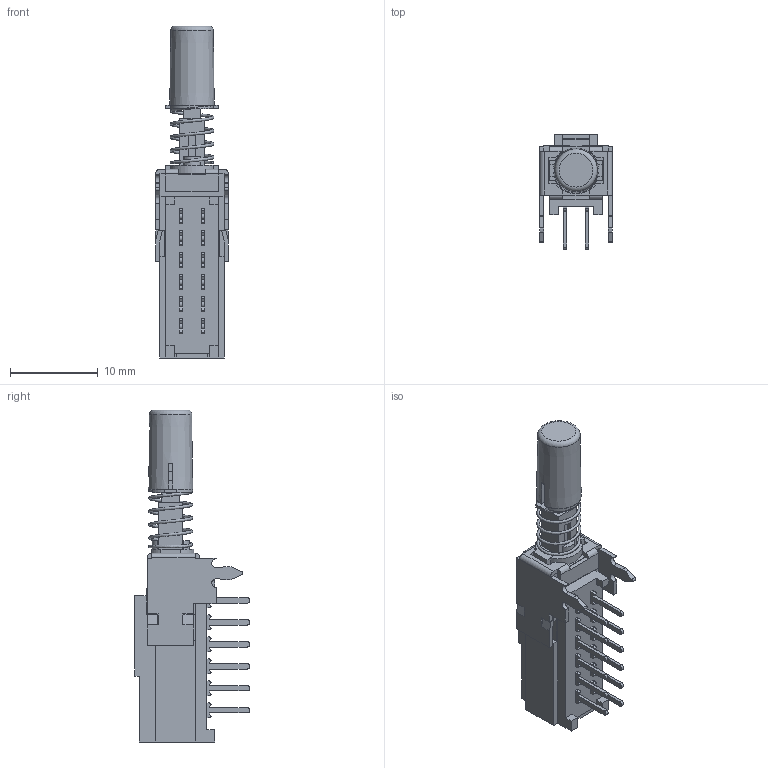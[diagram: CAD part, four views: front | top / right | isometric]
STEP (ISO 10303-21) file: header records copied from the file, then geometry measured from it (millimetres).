
FILE_DESCRIPTION(/* description */ (''),/* implementation_level */ '2;1');
FILE_NAME(/* name */ 'PBH4UEEKZXNAGV1RLGR.stp',/* time_stamp */ '2025-12-30T07:29:28-06:00',/* author */ ('jmeyers'),/* organization */ (''),/* preprocessor_version */ 'ST-DEVELOPER v18.1',/* originating_system */ 'Autodesk Inventor 2022',/* authorisation */ '');
FILE_SCHEMA (('AUTOMOTIVE_DESIGN { 1 0 10303 214 3 1 1 }'));
Length unit declared in the file: inch
Products named in the file (1): Part3
Bounding box: 8.3 x 13.15 x 37.75 mm (x, y, z)
Volume: 939.3 mm3; surface area: 2186.2 mm2
Topology: 1 solids, 1 shells, 526 faces, 1533 edges, 998 vertices
Faces by surface type: plane 446, cylinder 74, bspline 4, torus 1, cone 1
Entity records: 18442 total; most frequent: CARTESIAN_POINT 4367, ORIENTED_EDGE 3068, DIRECTION 2713, EDGE_CURVE 1534, LINE 1355, VECTOR 1355, VERTEX_POINT 999, AXIS2_PLACEMENT_3D 679
